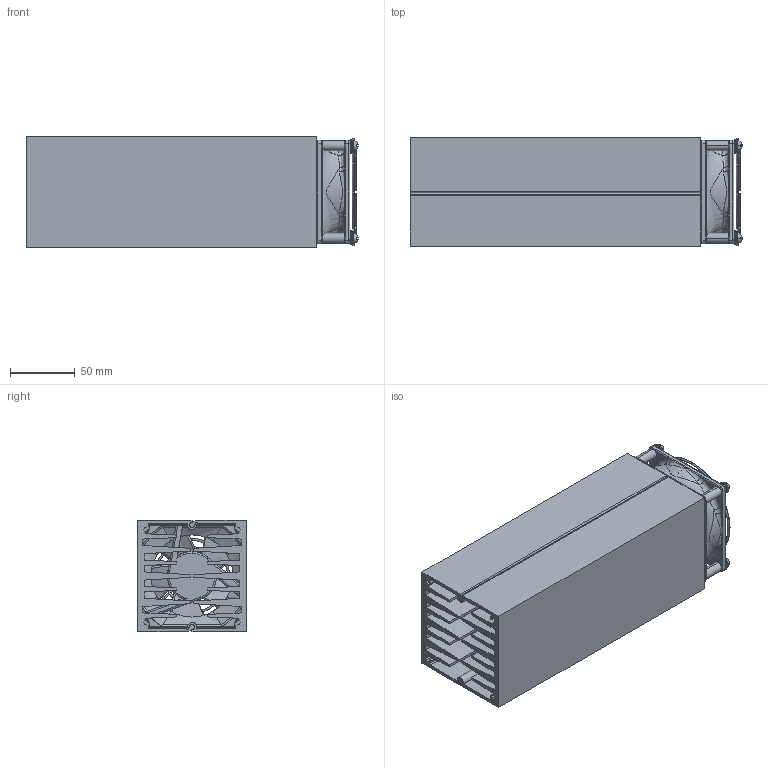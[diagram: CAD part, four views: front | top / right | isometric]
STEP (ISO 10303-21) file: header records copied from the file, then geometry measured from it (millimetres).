
FILE_DESCRIPTION (( 'STEP AP214' ), '1' );
FILE_NAME ('User Library-HH8530 heatsink assembled.STEP', '2019-03-23T15:12:00', ( '' ), ( '' ), 'SwSTEP 2.0', 'SolidWorks 2019', '' );
FILE_SCHEMA (( 'AUTOMOTIVE_DESIGN' ));
Length unit declared in the file: millimetre
Products named in the file (7): User Library-HH8530 heatsink assembled_OM-MD825BL-12 (MD Series), FG8D (Finger Guard)_MD-E023; User Library-HH8530 heatsink assembled_OM-MD825BL-12 (MD Series), FG8D (Finger Guard)_Washer_E023; User Library-HH8530 heatsink assembled; User Library-HH8530 heatsink assembled_OM-MD825BL-12 (MD Series), FG8D (Finger Guard); User Library-HH8530 heatsink assembled_HH8530 heatsink; User Library-HH8530 heatsink assembled_OM-MD825BL-12 (MD Series), FG8D (Finger Guard)_Screw_E023; User Library-HH8530 heatsink assembled_OM-MD825BL-12 (MD Series), FG8D (Finger Guard)_Finger Guards_FG8D
Assembly tree (13 placements, depth 3):
  User Library-HH8530 heatsink assembled
    User Library-HH8530 heatsink assembled_HH8530 heatsink  x2
    User Library-HH8530 heatsink assembled_OM-MD825BL-12 (MD Series), FG8D (Finger Guard)
      User Library-HH8530 heatsink assembled_OM-MD825BL-12 (MD Series), FG8D (Finger Guard)_MD-E023
      User Library-HH8530 heatsink assembled_OM-MD825BL-12 (MD Series), FG8D (Finger Guard)_Finger Guards_FG8D
      User Library-HH8530 heatsink assembled_OM-MD825BL-12 (MD Series), FG8D (Finger Guard)_Washer_E023  x4
      User Library-HH8530 heatsink assembled_OM-MD825BL-12 (MD Series), FG8D (Finger Guard)_Screw_E023  x4
Bounding box: 256.72 x 84 x 86.32 mm (x, y, z)
Volume: 710234.4 mm3; surface area: 394600.3 mm2
Topology: 22 solids, 22 shells, 664 faces, 1727 edges, 1082 vertices
Faces by surface type: cylinder 189, plane 189, torus 118, bspline 116, cone 44, sphere 8
Entity records: 28617 total; most frequent: CARTESIAN_POINT 13044, ORIENTED_EDGE 2624, DIRECTION 2473, EDGE_CURVE 1312, AXIS2_PLACEMENT_3D 1041, VERTEX_POINT 818, CIRCLE 636, EDGE_LOOP 528
